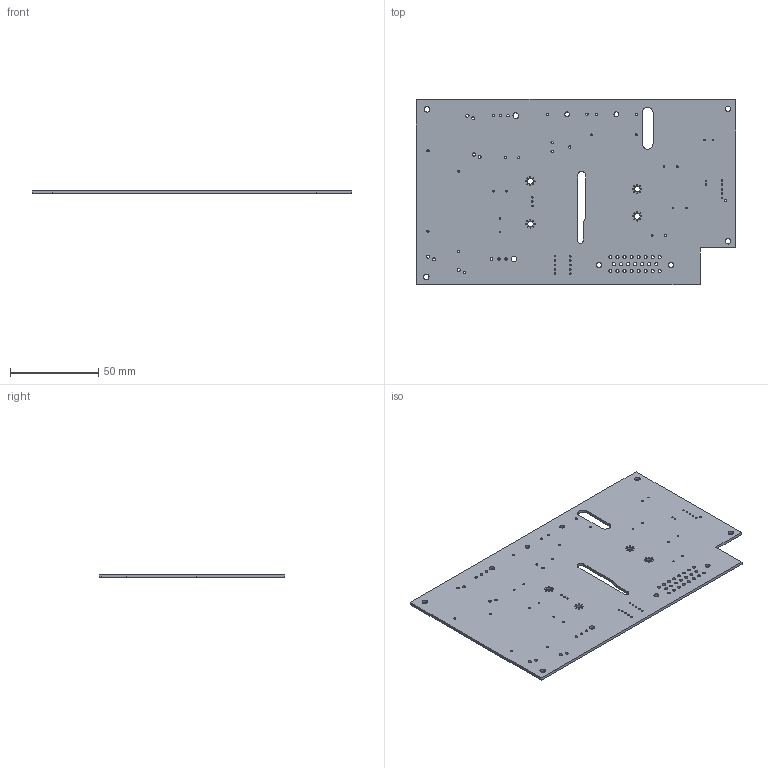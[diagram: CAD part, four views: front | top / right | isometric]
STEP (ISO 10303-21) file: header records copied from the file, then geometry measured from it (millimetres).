
FILE_DESCRIPTION(('KiCad electronic assembly'),'2;1');
FILE_NAME('high-voltage-board.step','2022-01-30T16:19:20',('Pcbnew'),( 'Kicad'),'Open CASCADE STEP processor 7.5','KiCad to STEP converter' ,'Unknown');
FILE_SCHEMA(('AUTOMOTIVE_DESIGN { 1 0 10303 214 1 1 1 1 }'));
Length unit declared in the file: millimetre
Products named in the file (2): high-voltage-board 1; high-voltage-board PCB
Assembly tree (1 placements, depth 2):
  high-voltage-board 1
    high-voltage-board PCB
Bounding box: 181.61 x 105.41 x 1.6 mm (x, y, z)
Volume: 29090.4 mm3; surface area: 38367.6 mm2
Topology: 1 solids, 1 shells, 164 faces, 486 edges, 324 vertices
Faces by surface type: cylinder 135, plane 29
Full cylindrical faces by diameter (mm): 0.5 x32, 0.75 x2, 0.8 x2, 0.95 x15, 1 x15, 1.2 x7, 1.3 x7, 1.4 x6, 1.6 x4, 1.75 x23, 1.8 x4, 2.7 x2, 2.85 x2, 3.18 x2, 3.2 x8
Entity records: 13347 total; most frequent: CARTESIAN_POINT 3568, DIRECTION 1790, ORIENTED_EDGE 972, PCURVE 972, DEFINITIONAL_REPRESENTATION 972, LINE 918, VECTOR 918, EDGE_CURVE 486
